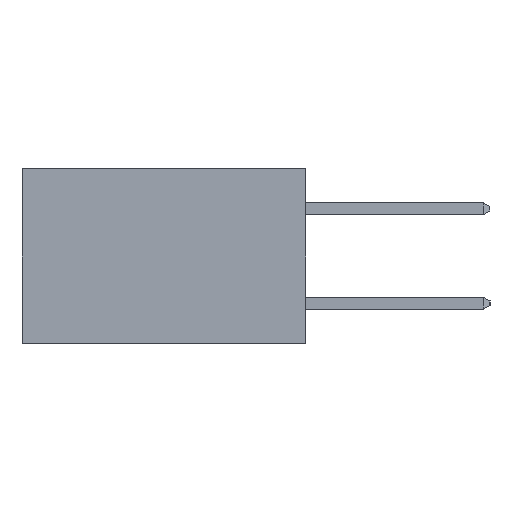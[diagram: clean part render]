
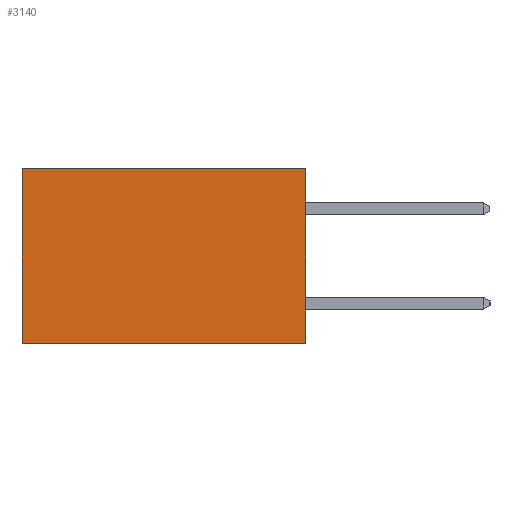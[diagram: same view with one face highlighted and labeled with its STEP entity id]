
A CAD part, left-side view. The second image highlights one B-rep face of the part: STEP entity #3140.
In plain terms, the highlighted planar face has unit normal (-1, 0, 0).
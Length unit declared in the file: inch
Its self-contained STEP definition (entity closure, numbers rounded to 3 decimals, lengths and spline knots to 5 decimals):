
#905 = EDGE_CURVE ( 'NONE', #9874, #6440, #4283, .T. ) ;
#1410 = LINE ( 'NONE', #2706, #11130 ) ;
#2240 = DIRECTION ( 'NONE',  ( 0., 1., 0. ) ) ;
#2706 = CARTESIAN_POINT ( 'NONE',  ( 0.2615, 0.6, -0.37 ) ) ;
#2934 = ORIENTED_EDGE ( 'NONE', *, *, #16351, .T. ) ;
#3140 = ADVANCED_FACE ( 'NONE', ( #16213 ), #12999, .F. ) ;
#4283 = LINE ( 'NONE', #5253, #7343 ) ;
#4523 = DIRECTION ( 'NONE',  ( 0., 1., 0. ) ) ;
#4818 = VERTEX_POINT ( 'NONE', #8076 ) ;
#5253 = CARTESIAN_POINT ( 'NONE',  ( 0.2615, 0., -0.37 ) ) ;
#5378 = LINE ( 'NONE', #9721, #14991 ) ;
#6440 = VERTEX_POINT ( 'NONE', #7136 ) ;
#6665 = DIRECTION ( 'NONE',  ( 0., 0., -1. ) ) ;
#7136 = CARTESIAN_POINT ( 'NONE',  ( 0.2615, 0.6, -0.37 ) ) ;
#7212 = VERTEX_POINT ( 'NONE', #7360 ) ;
#7343 = VECTOR ( 'NONE', #2240, 39.37008 ) ;
#7360 = CARTESIAN_POINT ( 'NONE',  ( 0.2615, 0.6, 0. ) ) ;
#8076 = CARTESIAN_POINT ( 'NONE',  ( 0.2615, 0., 0. ) ) ;
#8605 = ORIENTED_EDGE ( 'NONE', *, *, #905, .F. ) ;
#9166 = DIRECTION ( 'NONE',  ( 0., 0., -1. ) ) ;
#9721 = CARTESIAN_POINT ( 'NONE',  ( 0.2615, 0., 0. ) ) ;
#9874 = VERTEX_POINT ( 'NONE', #11369 ) ;
#9952 = EDGE_LOOP ( 'NONE', ( #16335, #8605, #14447, #2934 ) ) ;
#10829 = EDGE_CURVE ( 'NONE', #4818, #9874, #12824, .T. ) ;
#11130 = VECTOR ( 'NONE', #6665, 39.37008 ) ;
#11369 = CARTESIAN_POINT ( 'NONE',  ( 0.2615, 0., -0.37 ) ) ;
#11780 = AXIS2_PLACEMENT_3D ( 'NONE', #12307, #12033, #12010 ) ;
#12010 = DIRECTION ( 'NONE',  ( 0., 0., -1. ) ) ;
#12033 = DIRECTION ( 'NONE',  ( 1., 0., 0. ) ) ;
#12307 = CARTESIAN_POINT ( 'NONE',  ( 0.2615, 0., -0.37 ) ) ;
#12824 = LINE ( 'NONE', #15662, #15826 ) ;
#12999 = PLANE ( 'NONE',  #11780 ) ;
#14447 = ORIENTED_EDGE ( 'NONE', *, *, #10829, .F. ) ;
#14991 = VECTOR ( 'NONE', #4523, 39.37008 ) ;
#15662 = CARTESIAN_POINT ( 'NONE',  ( 0.2615, 0., -0.37 ) ) ;
#15826 = VECTOR ( 'NONE', #9166, 39.37008 ) ;
#16213 = FACE_OUTER_BOUND ( 'NONE', #9952, .T. ) ;
#16335 = ORIENTED_EDGE ( 'NONE', *, *, #16787, .T. ) ;
#16351 = EDGE_CURVE ( 'NONE', #4818, #7212, #5378, .T. ) ;
#16787 = EDGE_CURVE ( 'NONE', #7212, #6440, #1410, .T. ) ;
